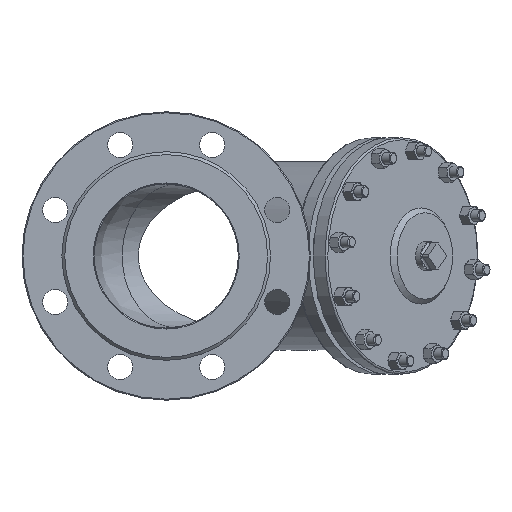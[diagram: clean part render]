
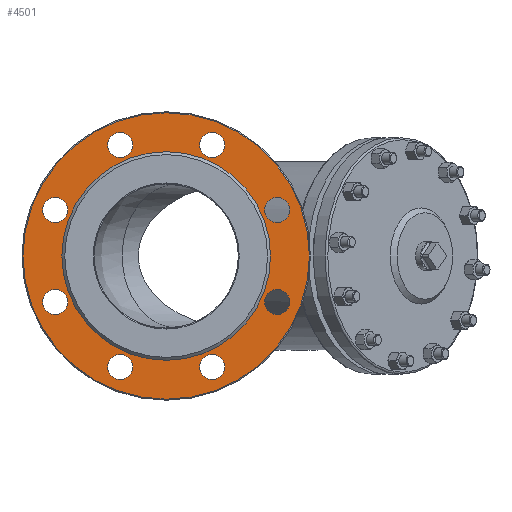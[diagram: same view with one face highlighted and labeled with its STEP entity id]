
A CAD part, left-side view. The second image highlights one B-rep face of the part: STEP entity #4501.
In plain terms, the highlighted planar face has unit normal (-1, 0, 0).
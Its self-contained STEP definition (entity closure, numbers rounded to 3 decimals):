
#193=FACE_BOUND('',#986,.T.);
#194=FACE_BOUND('',#987,.T.);
#195=FACE_BOUND('',#988,.T.);
#196=FACE_BOUND('',#989,.T.);
#197=FACE_BOUND('',#990,.T.);
#198=FACE_BOUND('',#991,.T.);
#199=FACE_BOUND('',#992,.T.);
#200=FACE_BOUND('',#993,.T.);
#201=FACE_BOUND('',#994,.T.);
#410=PLANE('',#4989);
#687=FACE_OUTER_BOUND('',#985,.T.);
#985=EDGE_LOOP('',(#3556));
#986=EDGE_LOOP('',(#3557));
#987=EDGE_LOOP('',(#3558));
#988=EDGE_LOOP('',(#3559));
#989=EDGE_LOOP('',(#3560));
#990=EDGE_LOOP('',(#3561));
#991=EDGE_LOOP('',(#3562));
#992=EDGE_LOOP('',(#3563));
#993=EDGE_LOOP('',(#3564));
#994=EDGE_LOOP('',(#3565));
#1645=CIRCLE('',#4988,108.5);
#1646=CIRCLE('',#4990,149.);
#1647=CIRCLE('',#4991,13.);
#1648=CIRCLE('',#4992,13.);
#1649=CIRCLE('',#4993,13.);
#1650=CIRCLE('',#4994,13.);
#1651=CIRCLE('',#4995,13.);
#1652=CIRCLE('',#4996,13.);
#1653=CIRCLE('',#4997,13.);
#1654=CIRCLE('',#4998,13.);
#2035=VERTEX_POINT('',#8969);
#2036=VERTEX_POINT('',#8973);
#2037=VERTEX_POINT('',#8975);
#2038=VERTEX_POINT('',#8977);
#2039=VERTEX_POINT('',#8979);
#2040=VERTEX_POINT('',#8981);
#2041=VERTEX_POINT('',#8983);
#2042=VERTEX_POINT('',#8985);
#2043=VERTEX_POINT('',#8987);
#2044=VERTEX_POINT('',#8989);
#2572=EDGE_CURVE('',#2035,#2035,#1645,.T.);
#2574=EDGE_CURVE('',#2036,#2036,#1646,.T.);
#2575=EDGE_CURVE('',#2037,#2037,#1647,.T.);
#2576=EDGE_CURVE('',#2038,#2038,#1648,.T.);
#2577=EDGE_CURVE('',#2039,#2039,#1649,.T.);
#2578=EDGE_CURVE('',#2040,#2040,#1650,.T.);
#2579=EDGE_CURVE('',#2041,#2041,#1651,.T.);
#2580=EDGE_CURVE('',#2042,#2042,#1652,.T.);
#2581=EDGE_CURVE('',#2043,#2043,#1653,.T.);
#2582=EDGE_CURVE('',#2044,#2044,#1654,.T.);
#3556=ORIENTED_EDGE('',*,*,#2574,.F.);
#3557=ORIENTED_EDGE('',*,*,#2575,.T.);
#3558=ORIENTED_EDGE('',*,*,#2576,.T.);
#3559=ORIENTED_EDGE('',*,*,#2577,.T.);
#3560=ORIENTED_EDGE('',*,*,#2578,.T.);
#3561=ORIENTED_EDGE('',*,*,#2579,.T.);
#3562=ORIENTED_EDGE('',*,*,#2580,.T.);
#3563=ORIENTED_EDGE('',*,*,#2581,.T.);
#3564=ORIENTED_EDGE('',*,*,#2582,.T.);
#3565=ORIENTED_EDGE('',*,*,#2572,.F.);
#4501=ADVANCED_FACE('',(#687,#193,#194,#195,#196,#197,#198,#199,#200,#201),
#410,.F.);
#4988=AXIS2_PLACEMENT_3D('',#8970,#5994,#5995);
#4989=AXIS2_PLACEMENT_3D('',#8972,#5997,#5998);
#4990=AXIS2_PLACEMENT_3D('',#8974,#5999,#6000);
#4991=AXIS2_PLACEMENT_3D('',#8976,#6001,#6002);
#4992=AXIS2_PLACEMENT_3D('',#8978,#6003,#6004);
#4993=AXIS2_PLACEMENT_3D('',#8980,#6005,#6006);
#4994=AXIS2_PLACEMENT_3D('',#8982,#6007,#6008);
#4995=AXIS2_PLACEMENT_3D('',#8984,#6009,#6010);
#4996=AXIS2_PLACEMENT_3D('',#8986,#6011,#6012);
#4997=AXIS2_PLACEMENT_3D('',#8988,#6013,#6014);
#4998=AXIS2_PLACEMENT_3D('',#8990,#6015,#6016);
#5994=DIRECTION('center_axis',(-1.,0.,0.));
#5995=DIRECTION('ref_axis',(0.,0.,1.));
#5997=DIRECTION('center_axis',(1.,0.,0.));
#5998=DIRECTION('ref_axis',(0.,0.,-1.));
#5999=DIRECTION('center_axis',(1.,0.,0.));
#6000=DIRECTION('ref_axis',(0.,1.,0.));
#6001=DIRECTION('center_axis',(1.,0.,0.));
#6002=DIRECTION('ref_axis',(0.,-1.,0.));
#6003=DIRECTION('center_axis',(1.,0.,0.));
#6004=DIRECTION('ref_axis',(0.,-1.,0.));
#6005=DIRECTION('center_axis',(1.,0.,0.));
#6006=DIRECTION('ref_axis',(0.,-1.,0.));
#6007=DIRECTION('center_axis',(1.,0.,0.));
#6008=DIRECTION('ref_axis',(0.,-1.,0.));
#6009=DIRECTION('center_axis',(1.,0.,0.));
#6010=DIRECTION('ref_axis',(0.,-1.,0.));
#6011=DIRECTION('center_axis',(1.,0.,0.));
#6012=DIRECTION('ref_axis',(0.,-1.,0.));
#6013=DIRECTION('center_axis',(1.,0.,0.));
#6014=DIRECTION('ref_axis',(0.,-1.,0.));
#6015=DIRECTION('center_axis',(1.,0.,0.));
#6016=DIRECTION('ref_axis',(0.,-1.,0.));
#8969=CARTESIAN_POINT('',(-449.,0.,-108.5));
#8970=CARTESIAN_POINT('Origin',(-449.,0.,0.));
#8972=CARTESIAN_POINT('Origin',(-449.,0.,0.));
#8973=CARTESIAN_POINT('',(-449.,-149.,0.));
#8974=CARTESIAN_POINT('Origin',(-449.,0.,0.));
#8975=CARTESIAN_POINT('',(-449.,-34.835,-115.485));
#8976=CARTESIAN_POINT('Origin',(-449.,-47.835,-115.485));
#8977=CARTESIAN_POINT('',(-449.,-102.485,-47.835));
#8978=CARTESIAN_POINT('Origin',(-449.,-115.485,-47.835));
#8979=CARTESIAN_POINT('',(-449.,-102.485,47.835));
#8980=CARTESIAN_POINT('Origin',(-449.,-115.485,47.835));
#8981=CARTESIAN_POINT('',(-449.,-34.835,115.485));
#8982=CARTESIAN_POINT('Origin',(-449.,-47.835,115.485));
#8983=CARTESIAN_POINT('',(-449.,60.835,115.485));
#8984=CARTESIAN_POINT('Origin',(-449.,47.835,115.485));
#8985=CARTESIAN_POINT('',(-449.,128.485,47.835));
#8986=CARTESIAN_POINT('Origin',(-449.,115.485,47.835));
#8987=CARTESIAN_POINT('',(-449.,128.485,-47.835));
#8988=CARTESIAN_POINT('Origin',(-449.,115.485,-47.835));
#8989=CARTESIAN_POINT('',(-449.,60.835,-115.485));
#8990=CARTESIAN_POINT('Origin',(-449.,47.835,-115.485));
